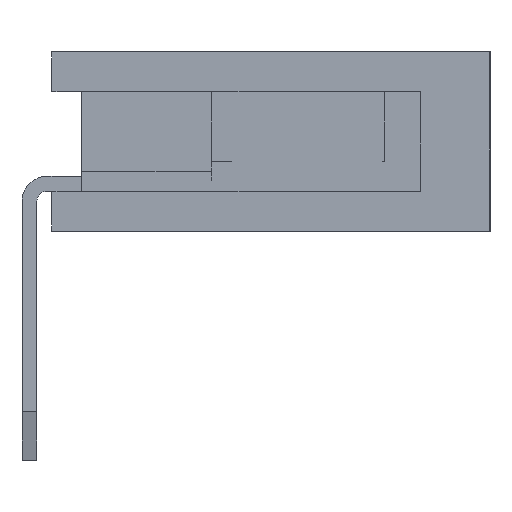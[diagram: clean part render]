
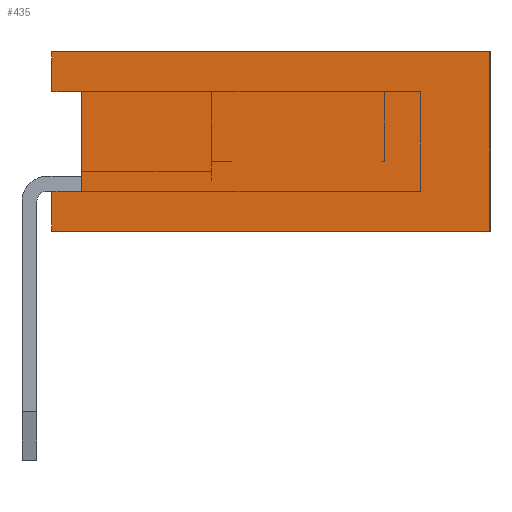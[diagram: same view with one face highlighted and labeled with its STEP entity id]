
A CAD part, left-side view. The second image highlights one B-rep face of the part: STEP entity #435.
In plain terms, the highlighted planar face has unit normal (-1, 0, 0).
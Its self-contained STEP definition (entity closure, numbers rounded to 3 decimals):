
#435=ADVANCED_FACE('',(#16970),#16972,.T.);
#16970=FACE_BOUND('',#16971,.T.);
#16971=EDGE_LOOP('',(#30191,#30192,#30193,#30194,#30195,#30196,#30197,#30198));
#16972=PLANE('',#16973);
#16973=AXIS2_PLACEMENT_3D('',#16974,#16975,#16976);
#16974=CARTESIAN_POINT('',(-0.635,-4.625,0.));
#16975=DIRECTION('',(-1.,0.,0.));
#16976=DIRECTION('',(0.,0.,1.));
#30191=ORIENTED_EDGE('',*,*,#39949,.T.);
#30192=ORIENTED_EDGE('',*,*,#40085,.T.);
#30193=ORIENTED_EDGE('',*,*,#39818,.T.);
#30194=ORIENTED_EDGE('',*,*,#40084,.F.);
#30195=ORIENTED_EDGE('',*,*,#40086,.F.);
#30196=ORIENTED_EDGE('',*,*,#40087,.T.);
#30197=ORIENTED_EDGE('',*,*,#40088,.T.);
#30198=ORIENTED_EDGE('',*,*,#40079,.F.);
#39818=EDGE_CURVE('',#44773,#44770,#44774,.F.);
#39949=EDGE_CURVE('',#45035,#45033,#45036,.F.);
#40079=EDGE_CURVE('',#45035,#45288,#45289,.T.);
#40084=EDGE_CURVE('',#45295,#44770,#45297,.T.);
#40085=EDGE_CURVE('',#45033,#44773,#45298,.T.);
#40086=EDGE_CURVE('',#45299,#45295,#45300,.T.);
#40087=EDGE_CURVE('',#45299,#45301,#45302,.T.);
#40088=EDGE_CURVE('',#45301,#45288,#45303,.T.);
#44770=VERTEX_POINT('',#52901);
#44773=VERTEX_POINT('',#52906);
#44774=LINE('',#52907,#52908);
#45033=VERTEX_POINT('',#53426);
#45035=VERTEX_POINT('',#53430);
#45036=LINE('',#53431,#53432);
#45288=VERTEX_POINT('',#53943);
#45289=LINE('',#53944,#53945);
#45295=VERTEX_POINT('',#53958);
#45297=LINE('',#53962,#53963);
#45298=LINE('',#53965,#53966);
#45299=VERTEX_POINT('',#53968);
#45300=LINE('',#53969,#53970);
#45301=VERTEX_POINT('',#53972);
#45302=LINE('',#53973,#53974);
#45303=LINE('',#53976,#53977);
#52901=CARTESIAN_POINT('',(-0.635,-0.225,0.4));
#52906=CARTESIAN_POINT('',(-0.635,-0.525,0.4));
#52907=CARTESIAN_POINT('',(-0.635,-0.225,0.4));
#52908=VECTOR('',#52909,1.);
#52909=DIRECTION('',(0.,-1.,0.));
#53426=CARTESIAN_POINT('',(-0.635,-0.525,1.4));
#53430=CARTESIAN_POINT('',(-0.635,-0.225,1.4));
#53431=CARTESIAN_POINT('',(-0.635,-0.525,1.4));
#53432=VECTOR('',#53433,1.);
#53433=DIRECTION('',(0.,1.,0.));
#53943=CARTESIAN_POINT('',(-0.635,-0.225,1.8));
#53944=CARTESIAN_POINT('',(-0.635,-0.225,1.4));
#53945=VECTOR('',#53946,1.);
#53946=DIRECTION('',(0.,0.,1.));
#53958=CARTESIAN_POINT('',(-0.635,-0.225,0.));
#53962=CARTESIAN_POINT('',(-0.635,-0.225,0.));
#53963=VECTOR('',#53964,1.);
#53964=DIRECTION('',(0.,0.,1.));
#53965=CARTESIAN_POINT('',(-0.635,-0.525,1.4));
#53966=VECTOR('',#53967,1.);
#53967=DIRECTION('',(0.,0.,-1.));
#53968=CARTESIAN_POINT('',(-0.635,-4.625,0.));
#53969=CARTESIAN_POINT('',(-0.635,-4.625,0.));
#53970=VECTOR('',#53971,1.);
#53971=DIRECTION('',(0.,1.,0.));
#53972=CARTESIAN_POINT('',(-0.635,-4.625,1.8));
#53973=CARTESIAN_POINT('',(-0.635,-4.625,0.));
#53974=VECTOR('',#53975,1.);
#53975=DIRECTION('',(0.,0.,1.));
#53976=CARTESIAN_POINT('',(-0.635,-4.625,1.8));
#53977=VECTOR('',#53978,1.);
#53978=DIRECTION('',(0.,1.,0.));
